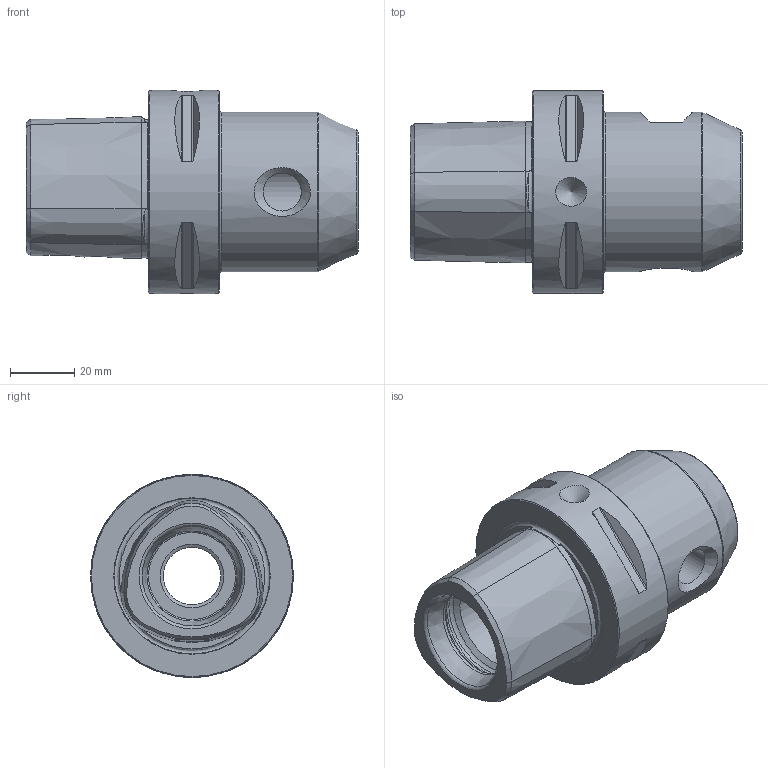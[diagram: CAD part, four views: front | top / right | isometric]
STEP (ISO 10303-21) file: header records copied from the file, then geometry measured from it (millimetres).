
FILE_DESCRIPTION( ( 'Unknown' ), '1' );
FILE_NAME( '280631830-C.stp', 'Unknown', ( 'Unknown' ), ( 'Unknown' ), 'PSStep 15.0.49', 'Unknown', ' ' );
FILE_SCHEMA( ( 'AUTOMOTIVE_DESIGN { 1 0 10303 214 1 1 1 1 }' ) );
Length unit declared in the file: millimetre
Products named in the file (1): 1
Bounding box: 103 x 63 x 63 mm (x, y, z)
Volume: 158730.1 mm3; surface area: 28387.8 mm2
Topology: 1 solids, 1 shells, 110 faces, 274 edges, 169 vertices
Faces by surface type: cone 57, plane 23, cylinder 21, torus 9
Full cylindrical faces by diameter (mm): 4 x1, 8.1 x2, 11.835 x1, 17.835 x2, 18 x1, 18.5 x1, 28 x2, 32 x1, 49.5 x1, 63 x1
Entity records: 4425 total; most frequent: CARTESIAN_POINT 1260, DIRECTION 464, ORIENTED_EDGE 422, EDGE_CURVE 211, AXIS2_PLACEMENT_3D 200, EDGE_LOOP 159, VERTEX_POINT 149, FACE_OUTER_BOUND 132
